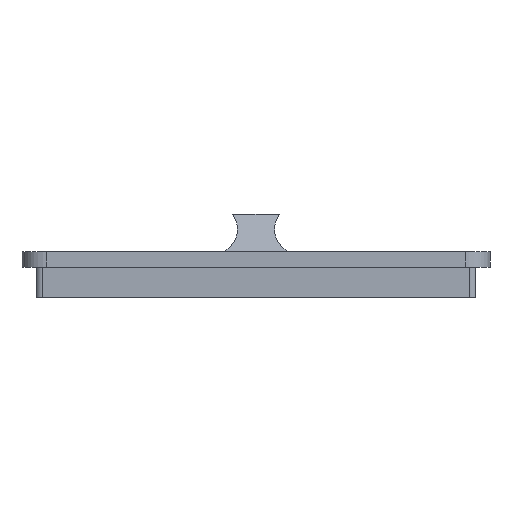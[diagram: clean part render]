
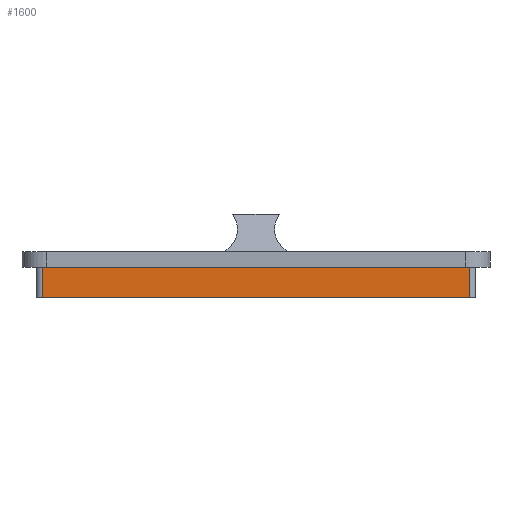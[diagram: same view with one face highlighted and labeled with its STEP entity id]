
A CAD part, left-side view. The second image highlights one B-rep face of the part: STEP entity #1600.
In plain terms, the highlighted planar face has unit normal (-1, 0, 0).
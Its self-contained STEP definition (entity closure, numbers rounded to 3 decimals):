
#100 = PLANE('',#101);
#101 = AXIS2_PLACEMENT_3D('',#102,#103,#104);
#102 = CARTESIAN_POINT('',(-100.,-75.,225.));
#103 = DIRECTION('',(0.,0.,1.));
#104 = DIRECTION('',(1.,0.,0.));
#684 = VERTEX_POINT('',#685);
#685 = CARTESIAN_POINT('',(-95.5,-68.5,225.));
#702 = CYLINDRICAL_SURFACE('',#703,2.);
#703 = AXIS2_PLACEMENT_3D('',#704,#705,#706);
#704 = CARTESIAN_POINT('',(-93.5,-68.5,215.2));
#705 = DIRECTION('',(0.,0.,1.));
#706 = DIRECTION('',(-1.,-0.,0.));
#714 = EDGE_CURVE('',#684,#715,#717,.T.);
#715 = VERTEX_POINT('',#716);
#716 = CARTESIAN_POINT('',(-95.5,68.5,225.));
#717 = SURFACE_CURVE('',#718,(#722,#729),.PCURVE_S1.);
#718 = LINE('',#719,#720);
#719 = CARTESIAN_POINT('',(-95.5,-72.75,225.));
#720 = VECTOR('',#721,1.);
#721 = DIRECTION('',(0.,1.,0.));
#722 = PCURVE('',#100,#723);
#723 = DEFINITIONAL_REPRESENTATION('',(#724),#728);
#724 = LINE('',#725,#726);
#725 = CARTESIAN_POINT('',(4.5,2.25));
#726 = VECTOR('',#727,1.);
#727 = DIRECTION('',(0.,1.));
#728 = ( GEOMETRIC_REPRESENTATION_CONTEXT(2) 
PARAMETRIC_REPRESENTATION_CONTEXT() REPRESENTATION_CONTEXT('2D SPACE',''
  ) );
#729 = PCURVE('',#730,#735);
#730 = PLANE('',#731);
#731 = AXIS2_PLACEMENT_3D('',#732,#733,#734);
#732 = CARTESIAN_POINT('',(-95.5,-70.5,215.2));
#733 = DIRECTION('',(1.,0.,0.));
#734 = DIRECTION('',(0.,0.,1.));
#735 = DEFINITIONAL_REPRESENTATION('',(#736),#740);
#736 = LINE('',#737,#738);
#737 = CARTESIAN_POINT('',(9.8,2.25));
#738 = VECTOR('',#739,1.);
#739 = DIRECTION('',(0.,-1.));
#740 = ( GEOMETRIC_REPRESENTATION_CONTEXT(2) 
PARAMETRIC_REPRESENTATION_CONTEXT() REPRESENTATION_CONTEXT('2D SPACE',''
  ) );
#759 = CYLINDRICAL_SURFACE('',#760,2.);
#760 = AXIS2_PLACEMENT_3D('',#761,#762,#763);
#761 = CARTESIAN_POINT('',(-93.5,68.5,215.2));
#762 = DIRECTION('',(0.,0.,1.));
#763 = DIRECTION('',(-1.,-0.,0.));
#1222 = EDGE_CURVE('',#1223,#684,#1225,.T.);
#1223 = VERTEX_POINT('',#1224);
#1224 = CARTESIAN_POINT('',(-95.5,-68.5,215.2));
#1225 = SURFACE_CURVE('',#1226,(#1230,#1237),.PCURVE_S1.);
#1226 = LINE('',#1227,#1228);
#1227 = CARTESIAN_POINT('',(-95.5,-68.5,215.2));
#1228 = VECTOR('',#1229,1.);
#1229 = DIRECTION('',(0.,0.,1.));
#1230 = PCURVE('',#702,#1231);
#1231 = DEFINITIONAL_REPRESENTATION('',(#1232),#1236);
#1232 = LINE('',#1233,#1234);
#1233 = CARTESIAN_POINT('',(0.,0.));
#1234 = VECTOR('',#1235,1.);
#1235 = DIRECTION('',(0.,1.));
#1236 = ( GEOMETRIC_REPRESENTATION_CONTEXT(2) 
PARAMETRIC_REPRESENTATION_CONTEXT() REPRESENTATION_CONTEXT('2D SPACE',''
  ) );
#1237 = PCURVE('',#730,#1238);
#1238 = DEFINITIONAL_REPRESENTATION('',(#1239),#1243);
#1239 = LINE('',#1240,#1241);
#1240 = CARTESIAN_POINT('',(0.,-2.));
#1241 = VECTOR('',#1242,1.);
#1242 = DIRECTION('',(1.,0.));
#1243 = ( GEOMETRIC_REPRESENTATION_CONTEXT(2) 
PARAMETRIC_REPRESENTATION_CONTEXT() REPRESENTATION_CONTEXT('2D SPACE',''
  ) );
#1262 = PLANE('',#1263);
#1263 = AXIS2_PLACEMENT_3D('',#1264,#1265,#1266);
#1264 = CARTESIAN_POINT('',(-95.5,-70.5,215.2));
#1265 = DIRECTION('',(0.,0.,1.));
#1266 = DIRECTION('',(1.,0.,0.));
#1550 = EDGE_CURVE('',#1551,#715,#1553,.T.);
#1551 = VERTEX_POINT('',#1552);
#1552 = CARTESIAN_POINT('',(-95.5,68.5,215.2));
#1553 = SURFACE_CURVE('',#1554,(#1558,#1565),.PCURVE_S1.);
#1554 = LINE('',#1555,#1556);
#1555 = CARTESIAN_POINT('',(-95.5,68.5,215.2));
#1556 = VECTOR('',#1557,1.);
#1557 = DIRECTION('',(0.,0.,1.));
#1558 = PCURVE('',#759,#1559);
#1559 = DEFINITIONAL_REPRESENTATION('',(#1560),#1564);
#1560 = LINE('',#1561,#1562);
#1561 = CARTESIAN_POINT('',(-0.,0.));
#1562 = VECTOR('',#1563,1.);
#1563 = DIRECTION('',(-0.,1.));
#1564 = ( GEOMETRIC_REPRESENTATION_CONTEXT(2) 
PARAMETRIC_REPRESENTATION_CONTEXT() REPRESENTATION_CONTEXT('2D SPACE',''
  ) );
#1565 = PCURVE('',#730,#1566);
#1566 = DEFINITIONAL_REPRESENTATION('',(#1567),#1571);
#1567 = LINE('',#1568,#1569);
#1568 = CARTESIAN_POINT('',(0.,-139.));
#1569 = VECTOR('',#1570,1.);
#1570 = DIRECTION('',(1.,0.));
#1571 = ( GEOMETRIC_REPRESENTATION_CONTEXT(2) 
PARAMETRIC_REPRESENTATION_CONTEXT() REPRESENTATION_CONTEXT('2D SPACE',''
  ) );
#1600 = ADVANCED_FACE('',(#1601),#730,.F.);
#1601 = FACE_BOUND('',#1602,.F.);
#1602 = EDGE_LOOP('',(#1603,#1604,#1605,#1626));
#1603 = ORIENTED_EDGE('',*,*,#714,.F.);
#1604 = ORIENTED_EDGE('',*,*,#1222,.F.);
#1605 = ORIENTED_EDGE('',*,*,#1606,.T.);
#1606 = EDGE_CURVE('',#1223,#1551,#1607,.T.);
#1607 = SURFACE_CURVE('',#1608,(#1612,#1619),.PCURVE_S1.);
#1608 = LINE('',#1609,#1610);
#1609 = CARTESIAN_POINT('',(-95.5,-70.5,215.2));
#1610 = VECTOR('',#1611,1.);
#1611 = DIRECTION('',(0.,1.,0.));
#1612 = PCURVE('',#730,#1613);
#1613 = DEFINITIONAL_REPRESENTATION('',(#1614),#1618);
#1614 = LINE('',#1615,#1616);
#1615 = CARTESIAN_POINT('',(0.,0.));
#1616 = VECTOR('',#1617,1.);
#1617 = DIRECTION('',(0.,-1.));
#1618 = ( GEOMETRIC_REPRESENTATION_CONTEXT(2) 
PARAMETRIC_REPRESENTATION_CONTEXT() REPRESENTATION_CONTEXT('2D SPACE',''
  ) );
#1619 = PCURVE('',#1262,#1620);
#1620 = DEFINITIONAL_REPRESENTATION('',(#1621),#1625);
#1621 = LINE('',#1622,#1623);
#1622 = CARTESIAN_POINT('',(0.,0.));
#1623 = VECTOR('',#1624,1.);
#1624 = DIRECTION('',(0.,1.));
#1625 = ( GEOMETRIC_REPRESENTATION_CONTEXT(2) 
PARAMETRIC_REPRESENTATION_CONTEXT() REPRESENTATION_CONTEXT('2D SPACE',''
  ) );
#1626 = ORIENTED_EDGE('',*,*,#1550,.T.);
